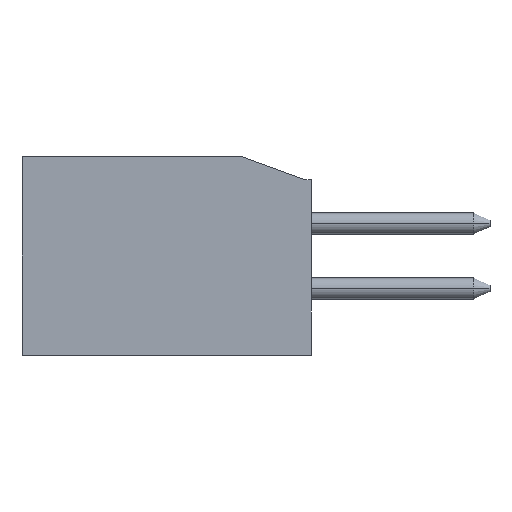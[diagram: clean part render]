
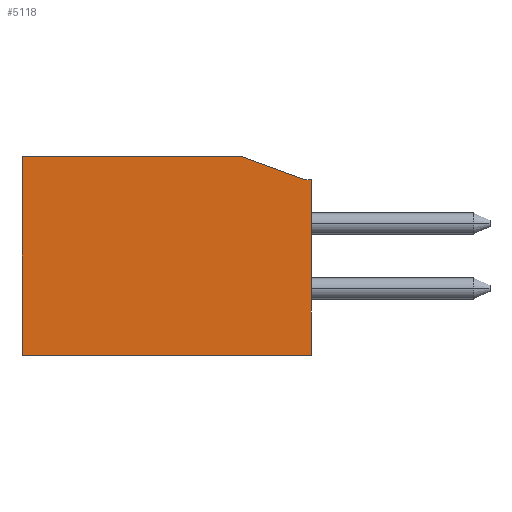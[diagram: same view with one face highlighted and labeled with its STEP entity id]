
A CAD part, left-side view. The second image highlights one B-rep face of the part: STEP entity #5118.
In plain terms, the highlighted planar face has unit normal (-1, 0, 0).
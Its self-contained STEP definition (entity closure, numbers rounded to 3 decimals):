
#13=DIRECTION('',(0.,0.,1.));
#14=VECTOR('',#13,6.1);
#15=CARTESIAN_POINT('',(-7.3,8.7,-3.05));
#16=LINE('',#15,#14);
#205=DIRECTION('',(0.,1.,0.));
#206=VECTOR('',#205,6.777);
#207=CARTESIAN_POINT('',(-7.3,1.923,3.05));
#208=LINE('',#207,#206);
#1073=DIRECTION('',(0.,-1.,0.));
#1074=VECTOR('',#1073,8.9);
#1075=CARTESIAN_POINT('',(-7.3,8.7,-3.05));
#1076=LINE('',#1075,#1074);
#1217=DIRECTION('',(0.,0.,-1.));
#1218=VECTOR('',#1217,5.4);
#1219=CARTESIAN_POINT('',(-7.3,-0.2,2.35));
#1220=LINE('',#1219,#1218);
#1725=DIRECTION('',(0.,0.94,0.342));
#1726=VECTOR('',#1725,2.047);
#1727=CARTESIAN_POINT('',(-7.3,0.,2.35));
#1728=LINE('',#1727,#1726);
#1729=DIRECTION('',(0.,-1.,0.));
#1730=VECTOR('',#1729,0.2);
#1731=CARTESIAN_POINT('',(-7.3,0.,2.35));
#1732=LINE('',#1731,#1730);
#2025=CARTESIAN_POINT('',(-7.3,8.7,-3.05));
#2026=CARTESIAN_POINT('',(-7.3,8.7,3.05));
#2027=VERTEX_POINT('',#2025);
#2028=VERTEX_POINT('',#2026);
#2053=CARTESIAN_POINT('',(-7.3,1.923,3.05));
#2054=VERTEX_POINT('',#2053);
#2101=CARTESIAN_POINT('',(-7.3,-0.2,2.35));
#2102=CARTESIAN_POINT('',(-7.3,-0.2,-3.05));
#2103=VERTEX_POINT('',#2101);
#2104=VERTEX_POINT('',#2102);
#2109=CARTESIAN_POINT('',(-7.3,0.,2.35));
#2110=VERTEX_POINT('',#2109);
#5105=CARTESIAN_POINT('',(-7.3,0.,-3.05));
#5106=DIRECTION('',(-1.,0.,0.));
#5107=DIRECTION('',(0.,0.,1.));
#5108=AXIS2_PLACEMENT_3D('',#5105,#5106,#5107);
#5109=PLANE('',#5108);
#5110=ORIENTED_EDGE('',*,*,#2966,.F.);
#5111=ORIENTED_EDGE('',*,*,#4344,.T.);
#5112=ORIENTED_EDGE('',*,*,#4205,.T.);
#5113=ORIENTED_EDGE('',*,*,#4038,.F.);
#5114=ORIENTED_EDGE('',*,*,#2616,.T.);
#5115=ORIENTED_EDGE('',*,*,#2944,.F.);
#5116=EDGE_LOOP('',(#5110,#5111,#5112,#5113,#5114,#5115));
#5117=FACE_OUTER_BOUND('',#5116,.F.);
#2616=EDGE_CURVE('',#2027,#2028,#16,.T.);
#2944=EDGE_CURVE('',#2054,#2028,#208,.T.);
#2966=EDGE_CURVE('',#2110,#2054,#1728,.T.);
#4038=EDGE_CURVE('',#2027,#2104,#1076,.T.);
#4205=EDGE_CURVE('',#2103,#2104,#1220,.T.);
#4344=EDGE_CURVE('',#2110,#2103,#1732,.T.);
#5118=ADVANCED_FACE('',(#5117),#5109,.T.);
